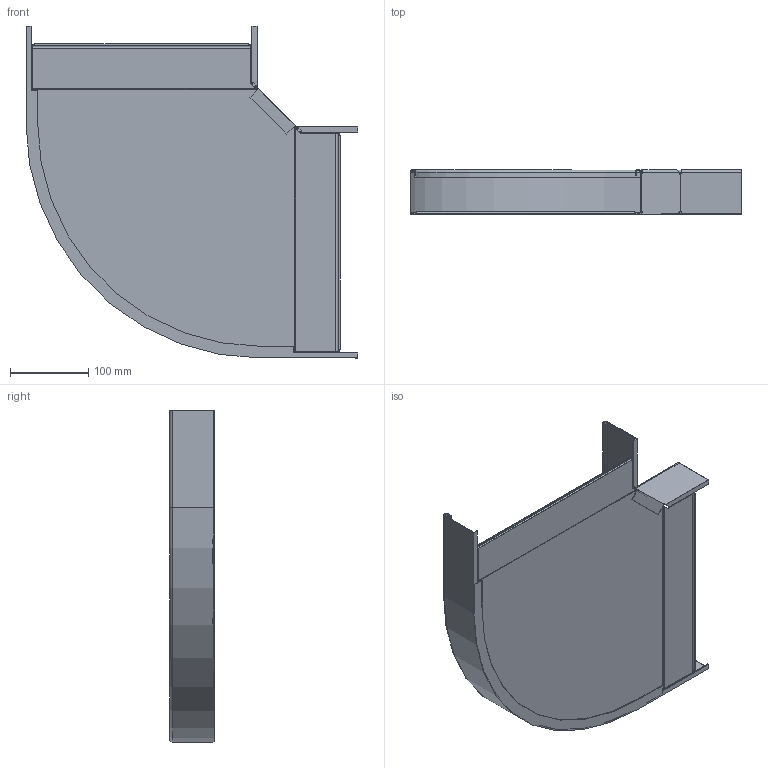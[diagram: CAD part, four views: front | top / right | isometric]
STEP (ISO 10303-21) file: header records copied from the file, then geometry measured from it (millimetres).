
FILE_DESCRIPTION (( 'STEP AP214' ), '1' );
FILE_NAME ('6043264.STEP', '2025-02-10T15:34:44', ( '' ), ( '' ), 'SwSTEP 2.0', 'SolidWorks 2024', '' );
FILE_SCHEMA (( 'AUTOMOTIVE_DESIGN' ));
Length unit declared in the file: millimetre
Products named in the file (4): 167734_300; 6043264; 167655_60x90°; 167733_300
Assembly tree (3 placements, depth 2):
  6043264
    167734_300
    167733_300
    167655_60x90°
Bounding box: 425 x 57 x 425 mm (x, y, z)
Volume: 192324.4 mm3; surface area: 416522.6 mm2
Topology: 3 solids, 3 shells, 164 faces, 426 edges, 268 vertices
Faces by surface type: plane 112, cylinder 38, bspline 12, torus 2
Entity records: 5475 total; most frequent: CARTESIAN_POINT 1498, ORIENTED_EDGE 852, DIRECTION 730, EDGE_CURVE 426, VECTOR 282, LINE 282, VERTEX_POINT 268, AXIS2_PLACEMENT_3D 224
